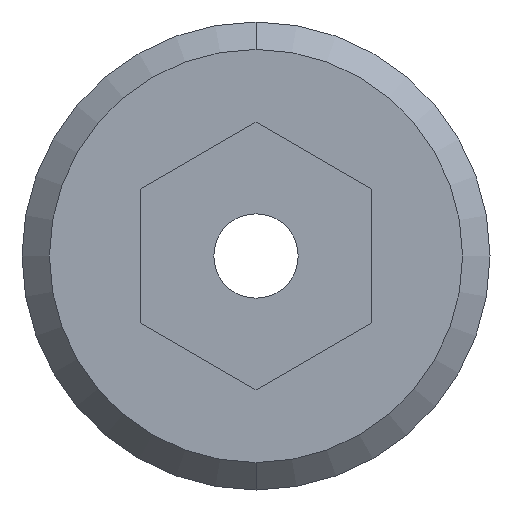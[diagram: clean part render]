
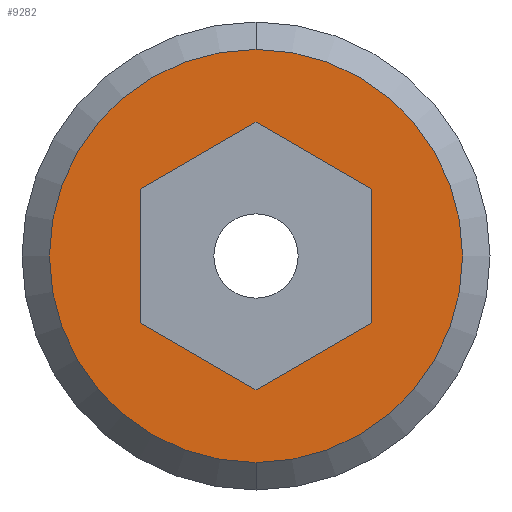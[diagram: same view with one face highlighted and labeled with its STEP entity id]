
A CAD part, left-side view. The second image highlights one B-rep face of the part: STEP entity #9282.
In plain terms, the highlighted planar face has unit normal (-1, 0, 0).
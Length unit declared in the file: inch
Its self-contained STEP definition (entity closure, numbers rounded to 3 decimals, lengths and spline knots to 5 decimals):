
#4336=CARTESIAN_POINT('',(-0.136,0.,0.));
#4337=DIRECTION('',(-1.,0.,0.));
#4338=DIRECTION('',(0.,1.,0.));
#4339=AXIS2_PLACEMENT_3D('',#4336,#4337,#4338);
#4354=DIRECTION('',(0.,0.5,0.866));
#4355=VECTOR('',#4354,0.06351);
#4356=CARTESIAN_POINT('',(-0.136,0.03175,-0.055));
#4357=LINE('',#4356,#4355);
#4358=DIRECTION('',(0.,1.,0.));
#4359=VECTOR('',#4358,0.06351);
#4360=CARTESIAN_POINT('',(-0.136,-0.03175,-0.055));
#4361=LINE('',#4360,#4359);
#4362=DIRECTION('',(0.,0.5,-0.866));
#4363=VECTOR('',#4362,0.06351);
#4364=CARTESIAN_POINT('',(-0.136,-0.06351,0.));
#4365=LINE('',#4364,#4363);
#4366=DIRECTION('',(0.,-0.5,-0.866));
#4367=VECTOR('',#4366,0.06351);
#4368=CARTESIAN_POINT('',(-0.136,-0.03175,0.055));
#4369=LINE('',#4368,#4367);
#4370=DIRECTION('',(0.,-1.,0.));
#4371=VECTOR('',#4370,0.06351);
#4372=CARTESIAN_POINT('',(-0.136,0.03175,0.055));
#4373=LINE('',#4372,#4371);
#4374=DIRECTION('',(0.,-0.5,0.866));
#4375=VECTOR('',#4374,0.06351);
#4376=CARTESIAN_POINT('',(-0.136,0.06351,0.));
#4377=LINE('',#4376,#4375);
#4378=CARTESIAN_POINT('',(-0.136,0.,0.));
#4379=DIRECTION('',(1.,0.,0.));
#4380=DIRECTION('',(0.,1.,0.));
#4381=AXIS2_PLACEMENT_3D('',#4378,#4379,#4380);
#4666=CARTESIAN_POINT('',(-0.136,0.098,0.));
#4667=CARTESIAN_POINT('',(-0.136,-0.098,0.));
#4668=VERTEX_POINT('',#4666);
#4669=VERTEX_POINT('',#4667);
#4686=CARTESIAN_POINT('',(-0.136,0.03175,-0.055));
#4687=CARTESIAN_POINT('',(-0.136,0.06351,0.));
#4688=VERTEX_POINT('',#4686);
#4689=VERTEX_POINT('',#4687);
#4690=CARTESIAN_POINT('',(-0.136,-0.03175,-0.055));
#4691=VERTEX_POINT('',#4690);
#4692=CARTESIAN_POINT('',(-0.136,-0.06351,0.));
#4693=VERTEX_POINT('',#4692);
#4694=CARTESIAN_POINT('',(-0.136,-0.03175,0.055));
#4695=VERTEX_POINT('',#4694);
#4696=CARTESIAN_POINT('',(-0.136,0.03175,0.055));
#4697=VERTEX_POINT('',#4696);
#9258=CARTESIAN_POINT('',(-0.136,0.,0.));
#9259=DIRECTION('',(1.,0.,0.));
#9260=DIRECTION('',(0.,-1.,0.));
#9261=AXIS2_PLACEMENT_3D('',#9258,#9259,#9260);
#9262=PLANE('',#9261);
#9263=ORIENTED_EDGE('',*,*,#9248,.F.);
#9265=ORIENTED_EDGE('',*,*,#9264,.T.);
#9266=EDGE_LOOP('',(#9263,#9265));
#9267=FACE_OUTER_BOUND('',#9266,.F.);
#9269=ORIENTED_EDGE('',*,*,#9268,.F.);
#9271=ORIENTED_EDGE('',*,*,#9270,.F.);
#9273=ORIENTED_EDGE('',*,*,#9272,.F.);
#9275=ORIENTED_EDGE('',*,*,#9274,.F.);
#9277=ORIENTED_EDGE('',*,*,#9276,.F.);
#9279=ORIENTED_EDGE('',*,*,#9278,.F.);
#9280=EDGE_LOOP('',(#9269,#9271,#9273,#9275,#9277,#9279));
#9281=FACE_BOUND('',#9280,.F.);
#4340=CIRCLE('',#4339,0.098);
#4382=CIRCLE('',#4381,0.098);
#9248=EDGE_CURVE('',#4668,#4669,#4340,.T.);
#9264=EDGE_CURVE('',#4668,#4669,#4382,.T.);
#9268=EDGE_CURVE('',#4688,#4689,#4357,.T.);
#9270=EDGE_CURVE('',#4691,#4688,#4361,.T.);
#9272=EDGE_CURVE('',#4693,#4691,#4365,.T.);
#9274=EDGE_CURVE('',#4695,#4693,#4369,.T.);
#9276=EDGE_CURVE('',#4697,#4695,#4373,.T.);
#9278=EDGE_CURVE('',#4689,#4697,#4377,.T.);
#9282=ADVANCED_FACE('',(#9267,#9281),#9262,.F.);
